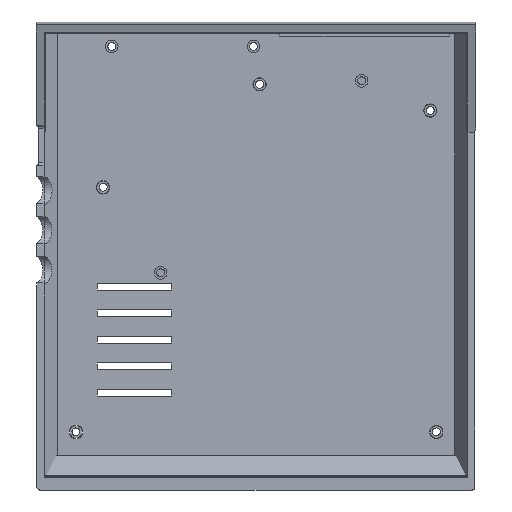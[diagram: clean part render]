
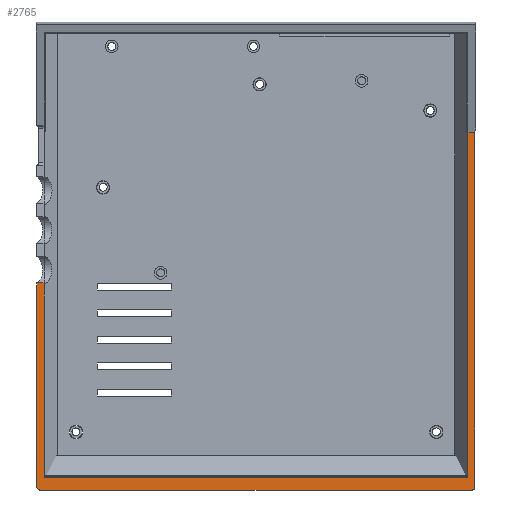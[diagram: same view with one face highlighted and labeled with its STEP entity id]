
A CAD part, top view. The second image highlights one B-rep face of the part: STEP entity #2765.
In plain terms, the highlighted planar face has unit normal (0, 0, 1).
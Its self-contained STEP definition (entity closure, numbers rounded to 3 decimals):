
#198=ELLIPSE('',#2955,2.365,1.45);
#199=ELLIPSE('',#2956,2.365,1.45);
#206=B_SPLINE_CURVE_WITH_KNOTS('',3,(#4021,#4022,#4023,#4024,#4025,#4026,
#4027,#4028,#4029,#4030,#4031,#4032,#4033,#4034,#4035,#4036),
 .UNSPECIFIED.,.F.,.F.,(4,3,3,3,3,4),(0.,0.004,0.004,
0.005,0.009,0.01),
 .UNSPECIFIED.);
#207=B_SPLINE_CURVE_WITH_KNOTS('',3,(#4101,#4102,#4103,#4104,#4105,#4106),
 .UNSPECIFIED.,.F.,.F.,(4,2,4),(0.,0.01,0.019),
 .UNSPECIFIED.);
#234=FACE_OUTER_BOUND('',#396,.T.);
#396=EDGE_LOOP('',(#1909,#1910,#1911,#1912,#1913,#1914,#1915,#1916,#1917,
#1918,#1919,#1920));
#621=LINE('',#4062,#920);
#633=LINE('',#4097,#932);
#634=LINE('',#4108,#933);
#635=LINE('',#4110,#934);
#636=LINE('',#4112,#935);
#637=LINE('',#4114,#936);
#638=LINE('',#4116,#937);
#639=LINE('',#4117,#938);
#920=VECTOR('',#3227,10.);
#932=VECTOR('',#3253,10.);
#933=VECTOR('',#3256,10.);
#934=VECTOR('',#3257,10.);
#935=VECTOR('',#3258,10.);
#936=VECTOR('',#3259,10.);
#937=VECTOR('',#3260,10.);
#938=VECTOR('',#3261,10.);
#1213=VERTEX_POINT('',#4019);
#1214=VERTEX_POINT('',#4020);
#1224=VERTEX_POINT('',#4061);
#1239=VERTEX_POINT('',#4094);
#1240=VERTEX_POINT('',#4096);
#1241=VERTEX_POINT('',#4098);
#1242=VERTEX_POINT('',#4100);
#1243=VERTEX_POINT('',#4107);
#1244=VERTEX_POINT('',#4109);
#1245=VERTEX_POINT('',#4111);
#1246=VERTEX_POINT('',#4113);
#1247=VERTEX_POINT('',#4115);
#1478=EDGE_CURVE('',#1213,#1214,#206,.T.);
#1490=EDGE_CURVE('',#1224,#1214,#621,.T.);
#1507=EDGE_CURVE('',#1239,#1213,#198,.T.);
#1508=EDGE_CURVE('',#1240,#1239,#633,.T.);
#1509=EDGE_CURVE('',#1241,#1240,#199,.T.);
#1510=EDGE_CURVE('',#1242,#1241,#207,.T.);
#1511=EDGE_CURVE('',#1242,#1243,#634,.T.);
#1512=EDGE_CURVE('',#1244,#1243,#635,.T.);
#1513=EDGE_CURVE('',#1244,#1245,#636,.T.);
#1514=EDGE_CURVE('',#1245,#1246,#637,.T.);
#1515=EDGE_CURVE('',#1246,#1247,#638,.T.);
#1516=EDGE_CURVE('',#1247,#1224,#639,.T.);
#1909=ORIENTED_EDGE('',*,*,#1478,.F.);
#1910=ORIENTED_EDGE('',*,*,#1507,.F.);
#1911=ORIENTED_EDGE('',*,*,#1508,.F.);
#1912=ORIENTED_EDGE('',*,*,#1509,.F.);
#1913=ORIENTED_EDGE('',*,*,#1510,.F.);
#1914=ORIENTED_EDGE('',*,*,#1511,.T.);
#1915=ORIENTED_EDGE('',*,*,#1512,.F.);
#1916=ORIENTED_EDGE('',*,*,#1513,.T.);
#1917=ORIENTED_EDGE('',*,*,#1514,.T.);
#1918=ORIENTED_EDGE('',*,*,#1515,.T.);
#1919=ORIENTED_EDGE('',*,*,#1516,.T.);
#1920=ORIENTED_EDGE('',*,*,#1490,.T.);
#2643=PLANE('',#2954);
#2765=ADVANCED_FACE('',(#234),#2643,.F.);
#2954=AXIS2_PLACEMENT_3D('',#4093,#3249,#3250);
#2955=AXIS2_PLACEMENT_3D('',#4095,#3251,#3252);
#2956=AXIS2_PLACEMENT_3D('',#4099,#3254,#3255);
#3227=DIRECTION('',(0.,-1.,0.));
#3249=DIRECTION('center_axis',(0.,0.,-1.));
#3250=DIRECTION('ref_axis',(0.,1.,0.));
#3251=DIRECTION('center_axis',(0.,0.,-1.));
#3252=DIRECTION('ref_axis',(0.,-1.,0.));
#3253=DIRECTION('',(-1.,0.,0.));
#3254=DIRECTION('center_axis',(0.,0.,-1.));
#3255=DIRECTION('ref_axis',(0.,-1.,0.));
#3256=DIRECTION('',(0.,1.,0.));
#3257=DIRECTION('',(1.,0.,0.));
#3258=DIRECTION('',(0.,-1.,0.));
#3259=DIRECTION('',(-1.,0.,0.));
#3260=DIRECTION('',(0.,1.,0.));
#3261=DIRECTION('',(-1.,0.,0.));
#4019=CARTESIAN_POINT('',(0.307,-174.037,9.27));
#4020=CARTESIAN_POINT('',(0.284,-173.941,9.27));
#4021=CARTESIAN_POINT('Ctrl Pts',(0.307,-174.037,9.27));
#4022=CARTESIAN_POINT('Ctrl Pts',(0.301,-174.025,9.27));
#4023=CARTESIAN_POINT('Ctrl Pts',(0.296,-174.013,9.27));
#4024=CARTESIAN_POINT('Ctrl Pts',(0.293,-174.,9.27));
#4025=CARTESIAN_POINT('Ctrl Pts',(0.292,-173.998,9.27));
#4026=CARTESIAN_POINT('Ctrl Pts',(0.292,-173.997,9.27));
#4027=CARTESIAN_POINT('Ctrl Pts',(0.292,-173.996,9.27));
#4028=CARTESIAN_POINT('Ctrl Pts',(0.291,-173.994,9.27));
#4029=CARTESIAN_POINT('Ctrl Pts',(0.291,-173.991,9.27));
#4030=CARTESIAN_POINT('Ctrl Pts',(0.29,-173.989,9.27));
#4031=CARTESIAN_POINT('Ctrl Pts',(0.287,-173.977,9.27));
#4032=CARTESIAN_POINT('Ctrl Pts',(0.285,-173.964,9.27));
#4033=CARTESIAN_POINT('Ctrl Pts',(0.285,-173.952,9.27));
#4034=CARTESIAN_POINT('Ctrl Pts',(0.285,-173.948,9.27));
#4035=CARTESIAN_POINT('Ctrl Pts',(0.284,-173.944,9.27));
#4036=CARTESIAN_POINT('Ctrl Pts',(0.284,-173.941,9.27));
#4061=CARTESIAN_POINT('',(0.284,-96.826,9.27));
#4062=CARTESIAN_POINT('',(0.284,-88.746,9.27));
#4093=CARTESIAN_POINT('Origin',(0.,-177.492,9.27));
#4094=CARTESIAN_POINT('',(1.45,-174.947,9.27));
#4095=CARTESIAN_POINT('Origin',(1.45,-172.582,9.27));
#4096=CARTESIAN_POINT('',(164.55,-174.947,9.27));
#4097=CARTESIAN_POINT('',(0.,-174.947,9.27));
#4098=CARTESIAN_POINT('',(165.502,-174.366,9.27));
#4099=CARTESIAN_POINT('Origin',(164.55,-172.582,9.27));
#4100=CARTESIAN_POINT('',(165.539,-174.247,9.27));
#4101=CARTESIAN_POINT('Ctrl Pts',(165.539,-174.247,9.27));
#4102=CARTESIAN_POINT('Ctrl Pts',(165.539,-174.279,9.27));
#4103=CARTESIAN_POINT('Ctrl Pts',(165.537,-174.297,9.27));
#4104=CARTESIAN_POINT('Ctrl Pts',(165.528,-174.326,9.27));
#4105=CARTESIAN_POINT('Ctrl Pts',(165.52,-174.341,9.27));
#4106=CARTESIAN_POINT('Ctrl Pts',(165.502,-174.366,9.27));
#4107=CARTESIAN_POINT('',(165.539,-39.95,9.27));
#4108=CARTESIAN_POINT('',(165.539,-88.746,9.27));
#4109=CARTESIAN_POINT('',(163.,-39.95,9.27));
#4110=CARTESIAN_POINT('',(0.,-39.95,9.27));
#4111=CARTESIAN_POINT('',(163.,-170.054,9.27));
#4112=CARTESIAN_POINT('',(163.,-132.069,9.27));
#4113=CARTESIAN_POINT('',(3.,-170.054,9.27));
#4114=CARTESIAN_POINT('',(0.,-170.054,9.27));
#4115=CARTESIAN_POINT('',(3.,-96.826,9.27));
#4116=CARTESIAN_POINT('',(3.,-132.069,9.27));
#4117=CARTESIAN_POINT('',(1.5,-96.826,9.27));
